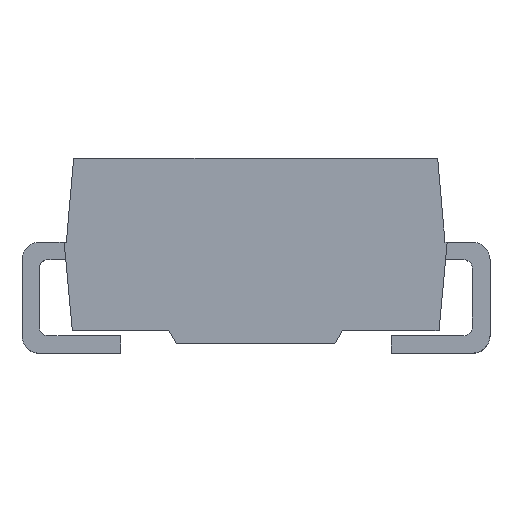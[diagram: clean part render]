
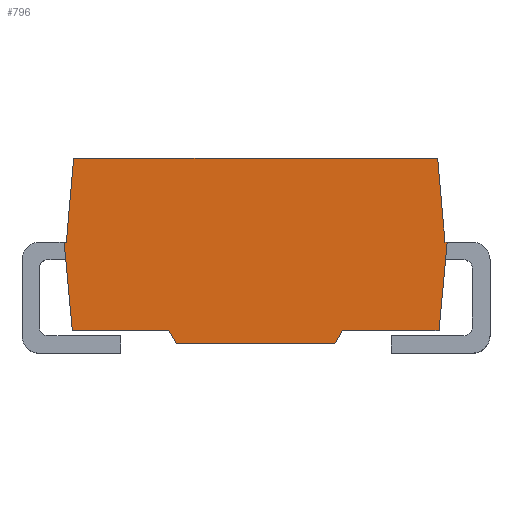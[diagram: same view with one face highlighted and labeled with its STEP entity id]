
A CAD part, top view. The second image highlights one B-rep face of the part: STEP entity #796.
In plain terms, the highlighted planar face has unit normal (0, 0, 1).
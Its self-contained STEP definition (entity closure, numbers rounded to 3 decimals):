
#478 = VERTEX_POINT('',#479);
#479 = CARTESIAN_POINT('',(-15.332,6.072,1.778));
#485 = EDGE_CURVE('',#486,#478,#488,.T.);
#486 = VERTEX_POINT('',#487);
#487 = CARTESIAN_POINT('',(-15.307,6.072,1.778));
#488 = LINE('',#489,#490);
#489 = CARTESIAN_POINT('',(-15.332,6.072,1.778));
#490 = VECTOR('',#491,1.);
#491 = DIRECTION('',(-1.,-0.,-0.));
#518 = EDGE_CURVE('',#519,#486,#521,.T.);
#519 = VERTEX_POINT('',#520);
#520 = CARTESIAN_POINT('',(-15.222,7.037,1.778));
#521 = LINE('',#522,#523);
#522 = CARTESIAN_POINT('',(-15.307,6.072,1.778));
#523 = VECTOR('',#524,1.);
#524 = DIRECTION('',(-0.087,-0.996,-0.));
#551 = VERTEX_POINT('',#552);
#552 = CARTESIAN_POINT('',(-12.119,5.056,1.778));
#558 = EDGE_CURVE('',#559,#551,#561,.T.);
#559 = VERTEX_POINT('',#560);
#560 = CARTESIAN_POINT('',(-12.207,4.904,1.778));
#561 = LINE('',#562,#563);
#562 = CARTESIAN_POINT('',(-12.207,4.904,1.778));
#563 = VECTOR('',#564,1.);
#564 = DIRECTION('',(0.5,0.866,0.));
#589 = EDGE_CURVE('',#590,#559,#592,.T.);
#590 = VERTEX_POINT('',#591);
#591 = CARTESIAN_POINT('',(-14.037,4.904,1.778));
#592 = LINE('',#593,#594);
#593 = CARTESIAN_POINT('',(-14.037,4.904,1.778));
#594 = VECTOR('',#595,1.);
#595 = DIRECTION('',(1.,0.,0.));
#620 = EDGE_CURVE('',#621,#590,#623,.T.);
#621 = VERTEX_POINT('',#622);
#622 = CARTESIAN_POINT('',(-14.125,5.056,1.778));
#623 = LINE('',#624,#625);
#624 = CARTESIAN_POINT('',(-14.125,5.056,1.778));
#625 = VECTOR('',#626,1.);
#626 = DIRECTION('',(0.5,-0.866,0.));
#651 = EDGE_CURVE('',#652,#621,#654,.T.);
#652 = VERTEX_POINT('',#653);
#653 = CARTESIAN_POINT('',(-15.238,5.056,1.778));
#654 = LINE('',#655,#656);
#655 = CARTESIAN_POINT('',(-15.238,5.056,1.778));
#656 = VECTOR('',#657,1.);
#657 = DIRECTION('',(1.,0.,0.));
#682 = EDGE_CURVE('',#478,#652,#683,.T.);
#683 = LINE('',#684,#685);
#684 = CARTESIAN_POINT('',(-15.332,6.072,1.778));
#685 = VECTOR('',#686,1.);
#686 = DIRECTION('',(0.092,-0.996,0.));
#708 = EDGE_CURVE('',#709,#519,#711,.T.);
#709 = VERTEX_POINT('',#710);
#710 = CARTESIAN_POINT('',(-11.022,7.037,1.778));
#711 = LINE('',#712,#713);
#712 = CARTESIAN_POINT('',(-15.222,7.037,1.778));
#713 = VECTOR('',#714,1.);
#714 = DIRECTION('',(-1.,-0.,-0.));
#778 = VERTEX_POINT('',#779);
#779 = CARTESIAN_POINT('',(-11.007,5.056,1.778));
#785 = EDGE_CURVE('',#551,#778,#786,.T.);
#786 = LINE('',#787,#788);
#787 = CARTESIAN_POINT('',(-12.119,5.056,1.778));
#788 = VECTOR('',#789,1.);
#789 = DIRECTION('',(1.,0.,0.));
#796 = ADVANCED_FACE('',(#797),#830,.T.);
#797 = FACE_BOUND('',#798,.T.);
#798 = EDGE_LOOP('',(#799,#800,#801,#802,#803,#804,#805,#813,#821,#827,
    #828,#829));
#799 = ORIENTED_EDGE('',*,*,#682,.T.);
#800 = ORIENTED_EDGE('',*,*,#651,.T.);
#801 = ORIENTED_EDGE('',*,*,#620,.T.);
#802 = ORIENTED_EDGE('',*,*,#589,.T.);
#803 = ORIENTED_EDGE('',*,*,#558,.T.);
#804 = ORIENTED_EDGE('',*,*,#785,.T.);
#805 = ORIENTED_EDGE('',*,*,#806,.T.);
#806 = EDGE_CURVE('',#778,#807,#809,.T.);
#807 = VERTEX_POINT('',#808);
#808 = CARTESIAN_POINT('',(-10.912,6.072,1.778));
#809 = LINE('',#810,#811);
#810 = CARTESIAN_POINT('',(-11.007,5.056,1.778));
#811 = VECTOR('',#812,1.);
#812 = DIRECTION('',(0.092,0.996,0.));
#813 = ORIENTED_EDGE('',*,*,#814,.T.);
#814 = EDGE_CURVE('',#807,#815,#817,.T.);
#815 = VERTEX_POINT('',#816);
#816 = CARTESIAN_POINT('',(-10.938,6.072,1.778));
#817 = LINE('',#818,#819);
#818 = CARTESIAN_POINT('',(-10.938,6.072,1.778));
#819 = VECTOR('',#820,1.);
#820 = DIRECTION('',(-1.,0.,-0.));
#821 = ORIENTED_EDGE('',*,*,#822,.T.);
#822 = EDGE_CURVE('',#815,#709,#823,.T.);
#823 = LINE('',#824,#825);
#824 = CARTESIAN_POINT('',(-11.022,7.037,1.778));
#825 = VECTOR('',#826,1.);
#826 = DIRECTION('',(-0.087,0.996,-0.));
#827 = ORIENTED_EDGE('',*,*,#708,.T.);
#828 = ORIENTED_EDGE('',*,*,#518,.T.);
#829 = ORIENTED_EDGE('',*,*,#485,.T.);
#830 = PLANE('',#831);
#831 = AXIS2_PLACEMENT_3D('',#832,#833,#834);
#832 = CARTESIAN_POINT('',(-15.238,5.056,1.778));
#833 = DIRECTION('',(-0.,0.,1.));
#834 = DIRECTION('',(1.,0.,0.));
